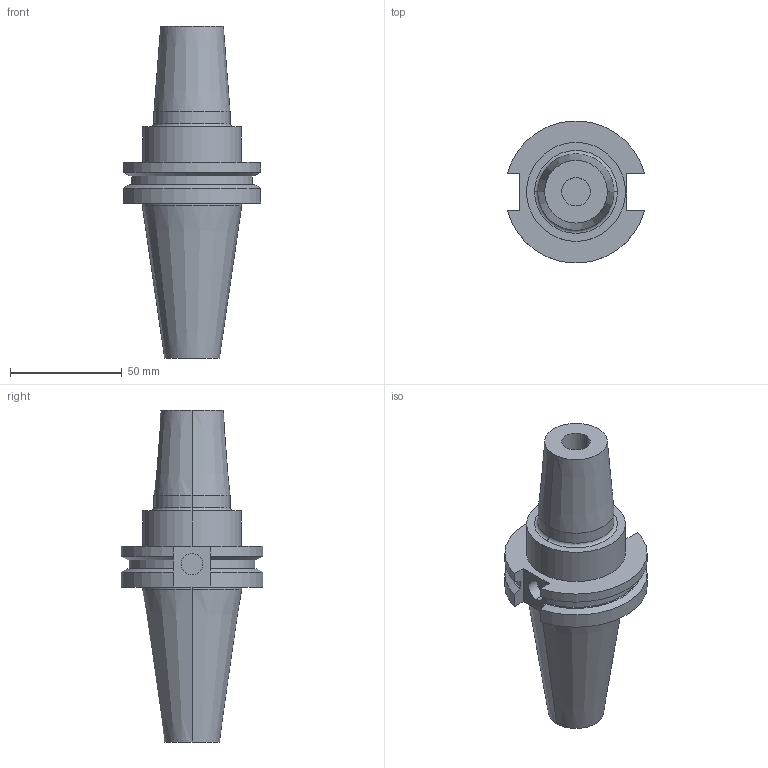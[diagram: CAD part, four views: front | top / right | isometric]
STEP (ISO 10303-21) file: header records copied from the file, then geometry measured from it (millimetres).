
FILE_DESCRIPTION (( 'STEP AP203' ), '1' );
FILE_NAME ('STP-SATE-46.651.58.315B.STEP', '2017-08-14T00:27:25', ( '' ), ( '' ), 'SwSTEP 2.0', 'SolidWorks 2015', '' );
FILE_SCHEMA (( 'CONFIG_CONTROL_DESIGN' ));
Length unit declared in the file: millimetre
Products named in the file (1): STP-SATE-46.651.58.315B
Bounding box: 61.35 x 63.26 x 148.25 mm (x, y, z)
Volume: 161628.4 mm3; surface area: 27621.6 mm2
Topology: 1 solids, 1 shells, 55 faces, 126 edges, 82 vertices
Faces by surface type: cylinder 24, plane 21, cone 8, torus 2
Entity records: 1657 total; most frequent: DIRECTION 290, CARTESIAN_POINT 288, ORIENTED_EDGE 252, EDGE_CURVE 126, AXIS2_PLACEMENT_3D 116, VERTEX_POINT 82, EDGE_LOOP 64, CIRCLE 60
